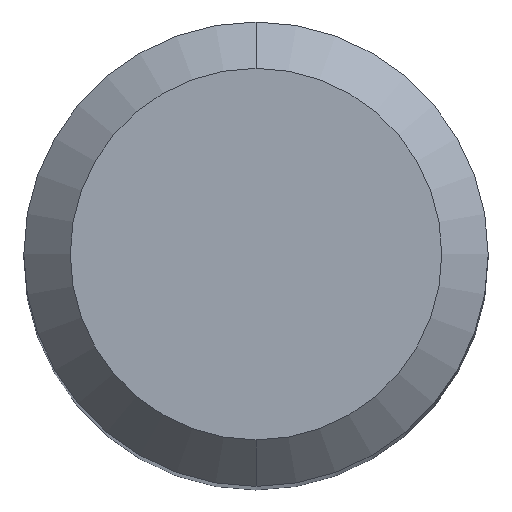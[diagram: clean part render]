
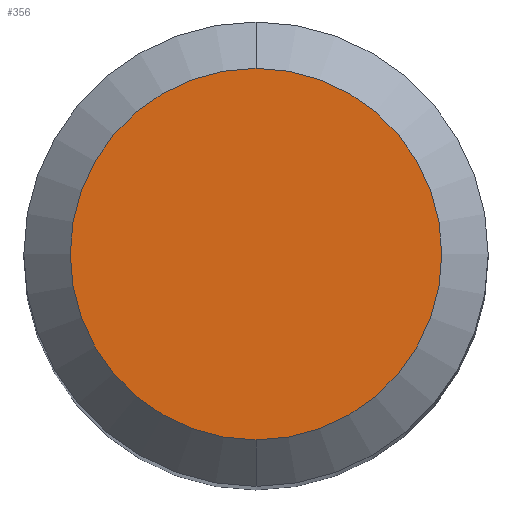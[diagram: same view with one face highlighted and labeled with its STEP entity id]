
A CAD part, top view. The second image highlights one B-rep face of the part: STEP entity #356.
In plain terms, the highlighted planar face has unit normal (0, 0, 1).
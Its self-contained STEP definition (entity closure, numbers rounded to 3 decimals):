
#43 = DIRECTION ( 'NONE',  ( 0., 0., -1. ) ) ;
#98 = VERTEX_POINT ( 'NONE', #202 ) ;
#101 = CARTESIAN_POINT ( 'NONE',  ( 0., 0., 60. ) ) ;
#146 = AXIS2_PLACEMENT_3D ( 'NONE', #437, #211, #353 ) ;
#152 = ORIENTED_EDGE ( 'NONE', *, *, #288, .F. ) ;
#158 = AXIS2_PLACEMENT_3D ( 'NONE', #262, #43, #395 ) ;
#166 = FACE_OUTER_BOUND ( 'NONE', #323, .T. ) ;
#202 = CARTESIAN_POINT ( 'NONE',  ( 0., -3.2, 60. ) ) ;
#211 = DIRECTION ( 'NONE',  ( 0., 0., 1. ) ) ;
#258 = ORIENTED_EDGE ( 'NONE', *, *, #328, .F. ) ;
#262 = CARTESIAN_POINT ( 'NONE',  ( 0., 0., 60. ) ) ;
#288 = EDGE_CURVE ( 'NONE', #98, #545, #572, .T. ) ;
#311 = CIRCLE ( 'NONE', #158, 3.2 ) ;
#323 = EDGE_LOOP ( 'NONE', ( #258, #152 ) ) ;
#324 = CARTESIAN_POINT ( 'NONE',  ( 0., 3.2, 60. ) ) ;
#328 = EDGE_CURVE ( 'NONE', #545, #98, #311, .T. ) ;
#332 = PLANE ( 'NONE',  #146 ) ;
#353 = DIRECTION ( 'NONE',  ( 0., -1., 0. ) ) ;
#356 = ADVANCED_FACE ( 'NONE', ( #166 ), #332, .T. ) ;
#395 = DIRECTION ( 'NONE',  ( 0., 1., 0. ) ) ;
#401 = DIRECTION ( 'NONE',  ( 0., 1., 0. ) ) ;
#437 = CARTESIAN_POINT ( 'NONE',  ( 0., 0., 60. ) ) ;
#447 = AXIS2_PLACEMENT_3D ( 'NONE', #101, #495, #401 ) ;
#495 = DIRECTION ( 'NONE',  ( 0., 0., -1. ) ) ;
#545 = VERTEX_POINT ( 'NONE', #324 ) ;
#572 = CIRCLE ( 'NONE', #447, 3.2 ) ;
